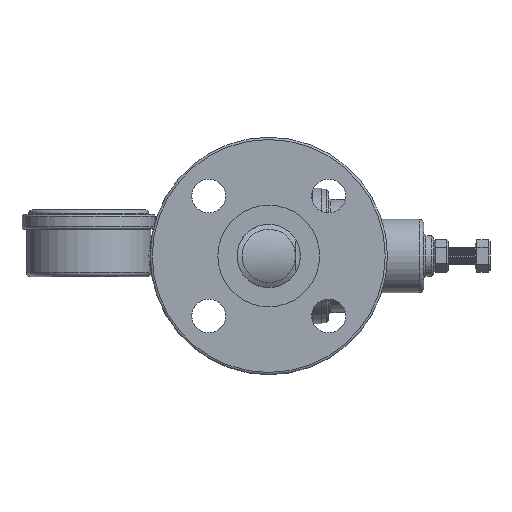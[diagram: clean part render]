
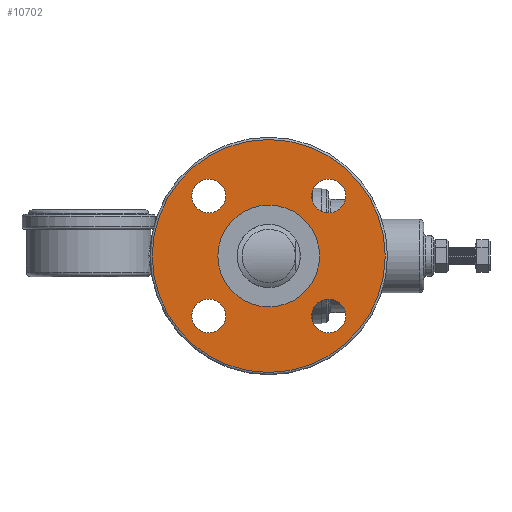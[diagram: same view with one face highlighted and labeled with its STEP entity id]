
A CAD part, left-side view. The second image highlights one B-rep face of the part: STEP entity #10702.
In plain terms, the highlighted planar face has unit normal (-1, 0, 0).
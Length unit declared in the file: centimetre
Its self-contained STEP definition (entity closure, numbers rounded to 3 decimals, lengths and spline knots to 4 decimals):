
#1995=PLANE('',#11453);
#2245=FACE_BOUND('',#3318,.T.);
#2246=FACE_BOUND('',#3319,.T.);
#2247=FACE_BOUND('',#3320,.T.);
#2248=FACE_BOUND('',#3321,.T.);
#2249=FACE_BOUND('',#3322,.T.);
#2651=FACE_OUTER_BOUND('',#3317,.T.);
#3317=EDGE_LOOP('',(#8701));
#3318=EDGE_LOOP('',(#8702));
#3319=EDGE_LOOP('',(#8703));
#3320=EDGE_LOOP('',(#8704));
#3321=EDGE_LOOP('',(#8705));
#3322=EDGE_LOOP('',(#8706));
#3803=CIRCLE('',#11426,5.15);
#3806=CIRCLE('',#11431,2.25);
#3811=CIRCLE('',#11439,0.75);
#3813=CIRCLE('',#11442,0.75);
#3815=CIRCLE('',#11445,0.75);
#3817=CIRCLE('',#11448,0.75);
#4876=VERTEX_POINT('',#24265);
#4879=VERTEX_POINT('',#24273);
#4890=VERTEX_POINT('',#24354);
#4892=VERTEX_POINT('',#24359);
#4894=VERTEX_POINT('',#24364);
#4896=VERTEX_POINT('',#24369);
#6221=EDGE_CURVE('',#4876,#4876,#3803,.T.);
#6224=EDGE_CURVE('',#4879,#4879,#3806,.T.);
#6235=EDGE_CURVE('',#4890,#4890,#3811,.T.);
#6237=EDGE_CURVE('',#4892,#4892,#3813,.T.);
#6239=EDGE_CURVE('',#4894,#4894,#3815,.T.);
#6241=EDGE_CURVE('',#4896,#4896,#3817,.T.);
#8701=ORIENTED_EDGE('',*,*,#6221,.T.);
#8702=ORIENTED_EDGE('',*,*,#6224,.F.);
#8703=ORIENTED_EDGE('',*,*,#6235,.F.);
#8704=ORIENTED_EDGE('',*,*,#6237,.F.);
#8705=ORIENTED_EDGE('',*,*,#6239,.F.);
#8706=ORIENTED_EDGE('',*,*,#6241,.F.);
#10702=ADVANCED_FACE('',(#2651,#2245,#2246,#2247,#2248,#2249),#1995,.T.);
#11426=AXIS2_PLACEMENT_3D('',#24266,#13055,#13056);
#11431=AXIS2_PLACEMENT_3D('',#24274,#13065,#13066);
#11439=AXIS2_PLACEMENT_3D('',#24355,#13083,#13084);
#11442=AXIS2_PLACEMENT_3D('',#24360,#13089,#13090);
#11445=AXIS2_PLACEMENT_3D('',#24365,#13095,#13096);
#11448=AXIS2_PLACEMENT_3D('',#24370,#13101,#13102);
#11453=AXIS2_PLACEMENT_3D('',#24375,#13111,#13112);
#13055=DIRECTION('center_axis',(-1.,0.,0.));
#13056=DIRECTION('ref_axis',(0.,0.,1.));
#13065=DIRECTION('center_axis',(-1.,0.,0.));
#13066=DIRECTION('ref_axis',(0.,0.,1.));
#13083=DIRECTION('center_axis',(-1.,0.,0.));
#13084=DIRECTION('ref_axis',(0.,0.,1.));
#13089=DIRECTION('center_axis',(-1.,0.,0.));
#13090=DIRECTION('ref_axis',(0.,0.,1.));
#13095=DIRECTION('center_axis',(-1.,0.,0.));
#13096=DIRECTION('ref_axis',(0.,0.,1.));
#13101=DIRECTION('center_axis',(-1.,0.,0.));
#13102=DIRECTION('ref_axis',(0.,0.,1.));
#13111=DIRECTION('center_axis',(-1.,0.,0.));
#13112=DIRECTION('ref_axis',(0.,0.,1.));
#24265=CARTESIAN_POINT('',(-4.8756,1.5139,2.9794));
#24266=CARTESIAN_POINT('Origin',(-4.8756,1.5139,-2.1706));
#24273=CARTESIAN_POINT('',(-4.8756,1.5139,0.0794));
#24274=CARTESIAN_POINT('Origin',(-4.8756,1.5139,-2.1706));
#24354=CARTESIAN_POINT('',(-4.8756,-1.1377,1.2311));
#24355=CARTESIAN_POINT('Origin',(-4.8756,-1.1377,0.4811));
#24359=CARTESIAN_POINT('',(-4.8756,-1.1377,-4.0722));
#24360=CARTESIAN_POINT('Origin',(-4.8756,-1.1377,-4.8222));
#24364=CARTESIAN_POINT('',(-4.8756,4.1656,-4.0722));
#24365=CARTESIAN_POINT('Origin',(-4.8756,4.1656,-4.8222));
#24369=CARTESIAN_POINT('',(-4.8756,4.1656,1.2311));
#24370=CARTESIAN_POINT('Origin',(-4.8756,4.1656,0.4811));
#24375=CARTESIAN_POINT('Origin',(-4.8756,1.5139,-2.1706));
